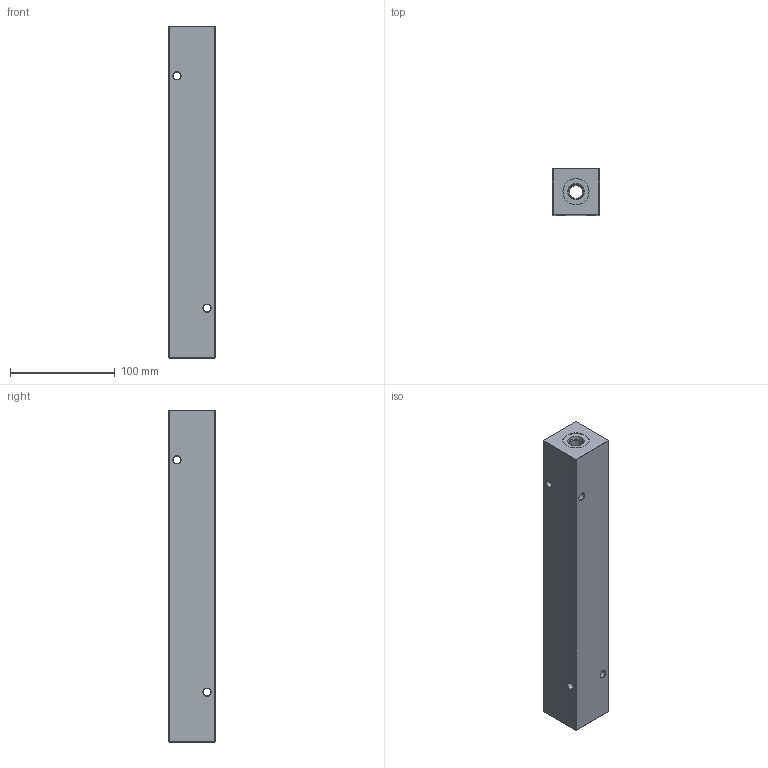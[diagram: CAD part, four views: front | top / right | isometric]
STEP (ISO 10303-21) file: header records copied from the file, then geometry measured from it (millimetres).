
FILE_DESCRIPTION (( 'STEP AP203' ), '1' );
FILE_NAME ('HM-7-0-S-6-6.STEP', '2020-09-30T18:21:13', ( '' ), ( '' ), 'SwSTEP 2.0', 'SolidWorks 2019', '' );
FILE_SCHEMA (( 'CONFIG_CONTROL_DESIGN' ));
Length unit declared in the file: inch
Products named in the file (1): HM-7-0-S-6-6
Bounding box: 44.45 x 44.45 x 317.5 mm (x, y, z)
Volume: 560601.8 mm3; surface area: 79110.5 mm2
Topology: 1 solids, 1 shells, 555 faces, 1446 edges, 934 vertices
Faces by surface type: plane 231, bspline 186, cone 70, cylinder 68
Entity records: 25919 total; most frequent: CARTESIAN_POINT 13582, ORIENTED_EDGE 2892, DIRECTION 1878, EDGE_CURVE 1446, VERTEX_POINT 934, VECTOR 810, LINE 810, EDGE_LOOP 624
